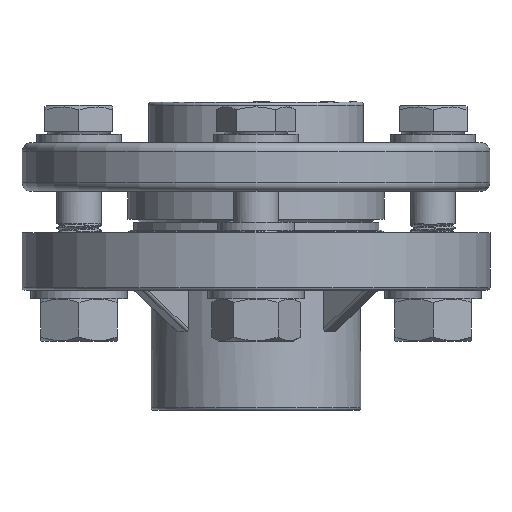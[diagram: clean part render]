
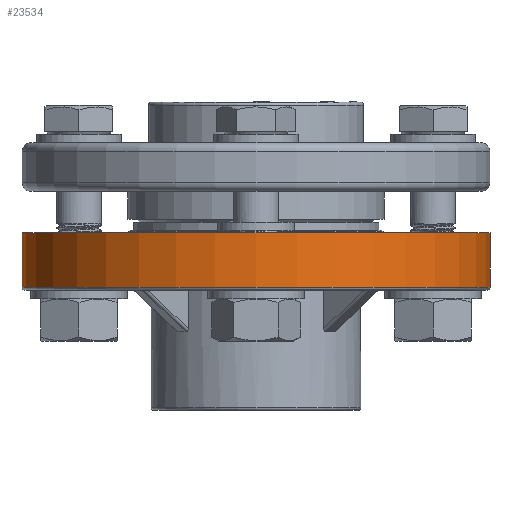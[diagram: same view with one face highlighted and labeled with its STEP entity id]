
A CAD part, front view. The second image highlights one B-rep face of the part: STEP entity #23534.
In plain terms, the highlighted cylindrical face has radius 82.6 mm (diameter 165.2 mm), a full revolution.
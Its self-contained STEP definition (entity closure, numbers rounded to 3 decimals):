
#885=CYLINDRICAL_SURFACE('',#25162,82.6);
#2866=LINE('',#36483,#4875);
#4875=VECTOR('',#27888,82.6);
#6574=FACE_OUTER_BOUND('',#7978,.T.);
#7978=EDGE_LOOP('',(#17612,#17613,#17614,#17615));
#9271=CIRCLE('',#25163,82.6);
#9272=CIRCLE('',#25164,82.6);
#10353=VERTEX_POINT('',#36480);
#10354=VERTEX_POINT('',#36482);
#13068=EDGE_CURVE('',#10353,#10353,#9271,.T.);
#13069=EDGE_CURVE('',#10353,#10354,#2866,.T.);
#13070=EDGE_CURVE('',#10354,#10354,#9272,.T.);
#17612=ORIENTED_EDGE('',*,*,#13068,.T.);
#17613=ORIENTED_EDGE('',*,*,#13069,.T.);
#17614=ORIENTED_EDGE('',*,*,#13070,.T.);
#17615=ORIENTED_EDGE('',*,*,#13069,.F.);
#23534=ADVANCED_FACE('',(#6574),#885,.T.);
#25162=AXIS2_PLACEMENT_3D('',#36479,#27884,#27885);
#25163=AXIS2_PLACEMENT_3D('',#36481,#27886,#27887);
#25164=AXIS2_PLACEMENT_3D('',#36484,#27889,#27890);
#27884=DIRECTION('center_axis',(0.,0.,
1.));
#27885=DIRECTION('ref_axis',(1.,0.,0.));
#27886=DIRECTION('center_axis',(0.,0.,
-1.));
#27887=DIRECTION('ref_axis',(1.,0.,0.));
#27888=DIRECTION('',(0.,0.,-1.));
#27889=DIRECTION('center_axis',(0.,0.,
1.));
#27890=DIRECTION('ref_axis',(1.,0.,0.));
#36479=CARTESIAN_POINT('Origin',(560.,0.,21.));
#36480=CARTESIAN_POINT('',(477.4,0.,40.3));
#36481=CARTESIAN_POINT('Origin',(560.,0.,40.3));
#36482=CARTESIAN_POINT('',(477.4,0.,21.));
#36483=CARTESIAN_POINT('',(477.4,0.,21.));
#36484=CARTESIAN_POINT('Origin',(560.,0.,21.));
